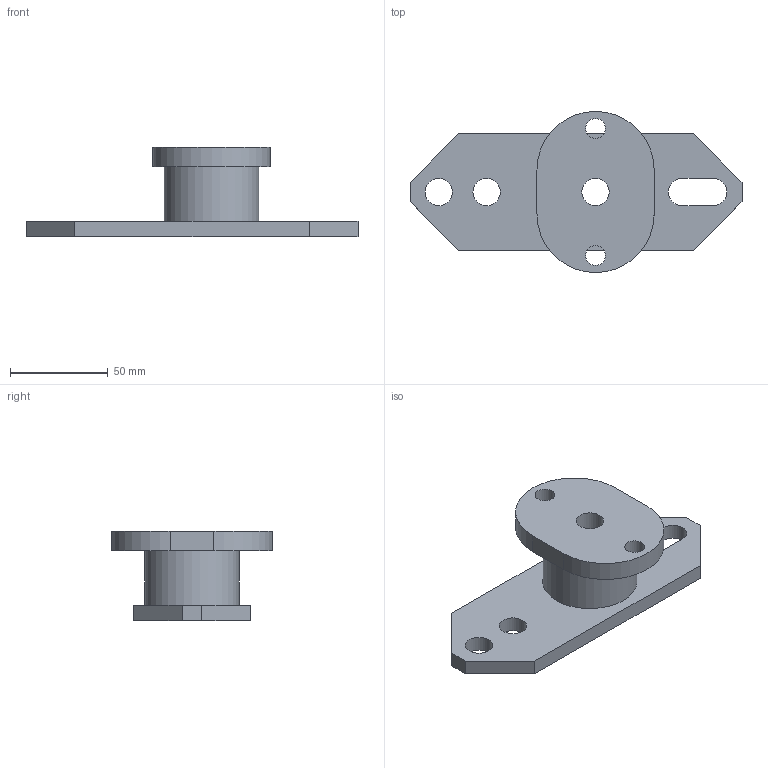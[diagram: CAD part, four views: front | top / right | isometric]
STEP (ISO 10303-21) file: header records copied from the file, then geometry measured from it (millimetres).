
FILE_DESCRIPTION (( 'STEP AP203' ), '1' );
FILE_NAME ('BESLAG_FOR_TYPE_GS3.STEP', '2012-04-12T08:10:06', ( 'JKJ' ), ( '' ), 'SwSTEP 2.0', 'SolidWorks 2011', '' );
FILE_SCHEMA (( 'CONFIG_CONTROL_DESIGN' ));
Length unit declared in the file: millimetre
Products named in the file (5): BESLAG_FOR_TYPE_GS3; MELLEMRING; MONTERINGSPLADE; BESLAG FOR BALYSTER; BESLAG FOR TYPE GS3
Assembly tree (4 placements, depth 3):
  BESLAG_FOR_TYPE_GS3
    BESLAG FOR TYPE GS3
      MONTERINGSPLADE
      BESLAG FOR BALYSTER
      MELLEMRING
Bounding box: 170 x 82.5 x 46 mm (x, y, z)
Volume: 119247 mm3; surface area: 41142 mm2
Topology: 3 solids, 3 shells, 30 faces, 74 edges, 50 vertices
Faces by surface type: plane 18, cylinder 12
Full cylindrical faces by diameter (mm): 10.2 x2, 14 x4, 40.2 x1, 48.3 x1
Entity records: 1399 total; most frequent: DIRECTION 164, CARTESIAN_POINT 150, ORIENTED_EDGE 128, EDGE_CURVE 64, AXIS2_PLACEMENT_3D 62, EDGE_LOOP 54, VERTEX_POINT 48, PERSON_AND_ORGANIZATION 44
